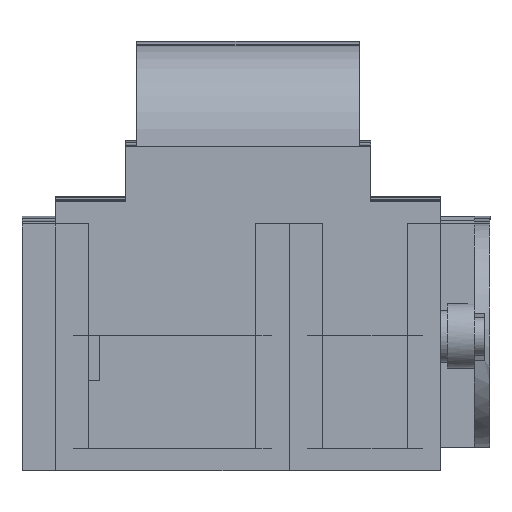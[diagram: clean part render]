
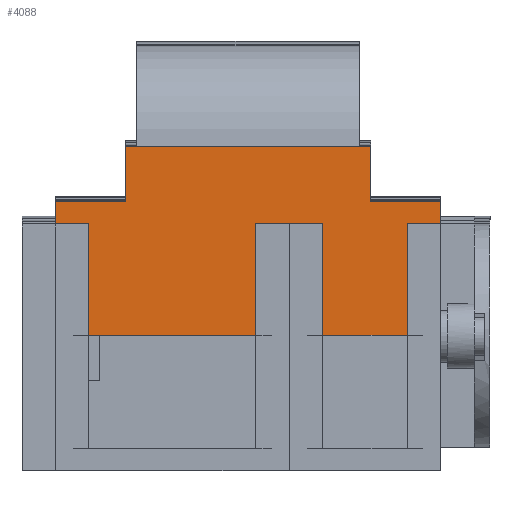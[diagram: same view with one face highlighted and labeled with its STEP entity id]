
A CAD part, left-side view. The second image highlights one B-rep face of the part: STEP entity #4088.
In plain terms, the highlighted planar face has unit normal (-1, 0, 0).
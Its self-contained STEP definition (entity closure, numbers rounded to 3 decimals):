
#236=PLANE('',#4429);
#438=FACE_OUTER_BOUND('',#687,.T.);
#687=EDGE_LOOP('',(#3512,#3513,#3514,#3515,#3516,#3517,#3518,#3519,#3520,
#3521,#3522,#3523,#3524,#3525,#3526,#3527));
#1047=LINE('',#6442,#1484);
#1049=LINE('',#6447,#1486);
#1051=LINE('',#6450,#1488);
#1057=LINE('',#6469,#1494);
#1061=LINE('',#6477,#1498);
#1067=LINE('',#6492,#1504);
#1078=LINE('',#6518,#1515);
#1080=LINE('',#6522,#1517);
#1081=LINE('',#6524,#1518);
#1082=LINE('',#6527,#1519);
#1088=LINE('',#6538,#1525);
#1089=LINE('',#6540,#1526);
#1090=LINE('',#6541,#1527);
#1098=LINE('',#6559,#1535);
#1099=LINE('',#6562,#1536);
#1100=LINE('',#6563,#1537);
#1484=VECTOR('',#5255,10.);
#1486=VECTOR('',#5259,10.);
#1488=VECTOR('',#5263,10.);
#1494=VECTOR('',#5277,10.);
#1498=VECTOR('',#5281,10.);
#1504=VECTOR('',#5291,10.);
#1515=VECTOR('',#5318,10.);
#1517=VECTOR('',#5322,10.);
#1518=VECTOR('',#5325,10.);
#1519=VECTOR('',#5328,10.);
#1525=VECTOR('',#5338,10.);
#1526=VECTOR('',#5341,10.);
#1527=VECTOR('',#5342,10.);
#1535=VECTOR('',#5360,10.);
#1536=VECTOR('',#5363,10.);
#1537=VECTOR('',#5364,10.);
#2009=VERTEX_POINT('',#6438);
#2010=VERTEX_POINT('',#6440);
#2011=VERTEX_POINT('',#6444);
#2012=VERTEX_POINT('',#6446);
#2013=VERTEX_POINT('',#6453);
#2020=VERTEX_POINT('',#6466);
#2021=VERTEX_POINT('',#6468);
#2024=VERTEX_POINT('',#6474);
#2025=VERTEX_POINT('',#6476);
#2032=VERTEX_POINT('',#6490);
#2039=VERTEX_POINT('',#6516);
#2040=VERTEX_POINT('',#6520);
#2041=VERTEX_POINT('',#6526);
#2044=VERTEX_POINT('',#6536);
#2049=VERTEX_POINT('',#6557);
#2050=VERTEX_POINT('',#6561);
#2503=EDGE_CURVE('',#2009,#2010,#1047,.T.);
#2505=EDGE_CURVE('',#2011,#2012,#1049,.T.);
#2507=EDGE_CURVE('',#2012,#2010,#1051,.T.);
#2515=EDGE_CURVE('',#2021,#2020,#1057,.T.);
#2519=EDGE_CURVE('',#2025,#2024,#1061,.T.);
#2527=EDGE_CURVE('',#2013,#2032,#1067,.T.);
#2540=EDGE_CURVE('',#2039,#2025,#1078,.T.);
#2542=EDGE_CURVE('',#2040,#2032,#1080,.T.);
#2543=EDGE_CURVE('',#2039,#2040,#1081,.T.);
#2544=EDGE_CURVE('',#2021,#2041,#1082,.T.);
#2550=EDGE_CURVE('',#2024,#2044,#1088,.T.);
#2551=EDGE_CURVE('',#2009,#2044,#1089,.T.);
#2552=EDGE_CURVE('',#2041,#2011,#1090,.T.);
#2561=EDGE_CURVE('',#2049,#2013,#1098,.T.);
#2562=EDGE_CURVE('',#2049,#2050,#1099,.T.);
#2563=EDGE_CURVE('',#2050,#2020,#1100,.T.);
#3512=ORIENTED_EDGE('',*,*,#2562,.F.);
#3513=ORIENTED_EDGE('',*,*,#2561,.T.);
#3514=ORIENTED_EDGE('',*,*,#2527,.T.);
#3515=ORIENTED_EDGE('',*,*,#2542,.F.);
#3516=ORIENTED_EDGE('',*,*,#2543,.F.);
#3517=ORIENTED_EDGE('',*,*,#2540,.T.);
#3518=ORIENTED_EDGE('',*,*,#2519,.T.);
#3519=ORIENTED_EDGE('',*,*,#2550,.T.);
#3520=ORIENTED_EDGE('',*,*,#2551,.F.);
#3521=ORIENTED_EDGE('',*,*,#2503,.T.);
#3522=ORIENTED_EDGE('',*,*,#2507,.F.);
#3523=ORIENTED_EDGE('',*,*,#2505,.F.);
#3524=ORIENTED_EDGE('',*,*,#2552,.F.);
#3525=ORIENTED_EDGE('',*,*,#2544,.F.);
#3526=ORIENTED_EDGE('',*,*,#2515,.T.);
#3527=ORIENTED_EDGE('',*,*,#2563,.F.);
#4088=ADVANCED_FACE('',(#438),#236,.T.);
#4429=AXIS2_PLACEMENT_3D('',#6560,#5361,#5362);
#5255=DIRECTION('',(0.,0.,1.));
#5259=DIRECTION('',(0.,0.,1.));
#5263=DIRECTION('',(0.,-1.,0.));
#5277=DIRECTION('',(0.,-1.,0.));
#5281=DIRECTION('',(0.,-1.,0.));
#5291=DIRECTION('',(0.,-1.,0.));
#5318=DIRECTION('',(0.,0.,1.));
#5322=DIRECTION('',(0.,0.,1.));
#5325=DIRECTION('',(0.,1.,0.));
#5328=DIRECTION('',(0.,0.,1.));
#5338=DIRECTION('',(0.,0.,1.));
#5341=DIRECTION('',(0.,-1.,0.));
#5342=DIRECTION('',(0.,-1.,0.));
#5360=DIRECTION('',(0.,0.,1.));
#5361=DIRECTION('center_axis',(-1.,0.,0.));
#5362=DIRECTION('ref_axis',(0.,-1.,0.));
#5363=DIRECTION('',(0.,1.,0.));
#5364=DIRECTION('',(0.,0.,1.));
#6438=CARTESIAN_POINT('',(-37.585,6.88,12.075));
#6440=CARTESIAN_POINT('',(-37.585,6.88,17.075));
#6442=CARTESIAN_POINT('',(-37.585,6.88,12.075));
#6444=CARTESIAN_POINT('',(-37.585,28.88,12.075));
#6446=CARTESIAN_POINT('',(-37.585,28.88,17.075));
#6447=CARTESIAN_POINT('',(-37.585,28.88,12.075));
#6450=CARTESIAN_POINT('',(-37.585,6.88,17.075));
#6453=CARTESIAN_POINT('',(-37.585,17.18,10.075));
#6466=CARTESIAN_POINT('',(-37.585,32.18,10.075));
#6468=CARTESIAN_POINT('',(-37.585,35.18,10.075));
#6469=CARTESIAN_POINT('',(-37.585,35.18,10.075));
#6474=CARTESIAN_POINT('',(-37.585,0.58,10.075));
#6476=CARTESIAN_POINT('',(-37.585,3.58,10.075));
#6477=CARTESIAN_POINT('',(-37.585,35.18,10.075));
#6490=CARTESIAN_POINT('',(-37.585,11.18,10.075));
#6492=CARTESIAN_POINT('',(-37.585,35.18,10.075));
#6516=CARTESIAN_POINT('',(-37.585,3.58,0.075));
#6518=CARTESIAN_POINT('',(-37.585,3.58,0.075));
#6520=CARTESIAN_POINT('',(-37.585,11.18,0.075));
#6522=CARTESIAN_POINT('',(-37.585,11.18,0.075));
#6524=CARTESIAN_POINT('',(-37.585,-3.85,0.075));
#6526=CARTESIAN_POINT('',(-37.585,35.18,12.075));
#6527=CARTESIAN_POINT('',(-37.585,35.18,10.075));
#6536=CARTESIAN_POINT('',(-37.585,0.58,12.075));
#6538=CARTESIAN_POINT('',(-37.585,0.58,10.075));
#6540=CARTESIAN_POINT('',(-37.585,35.18,12.075));
#6541=CARTESIAN_POINT('',(-37.585,35.18,12.075));
#6557=CARTESIAN_POINT('',(-37.585,17.18,0.075));
#6559=CARTESIAN_POINT('',(-37.585,17.18,0.075));
#6560=CARTESIAN_POINT('Origin',(-37.585,32.18,0.075));
#6561=CARTESIAN_POINT('',(-37.585,32.18,0.075));
#6562=CARTESIAN_POINT('',(-37.585,-3.85,0.075));
#6563=CARTESIAN_POINT('',(-37.585,32.18,0.075));
